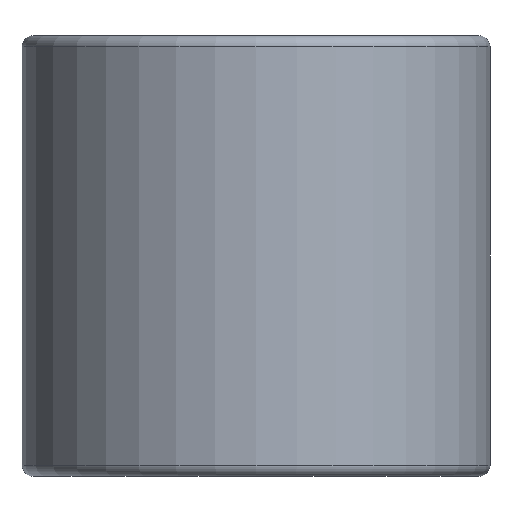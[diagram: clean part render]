
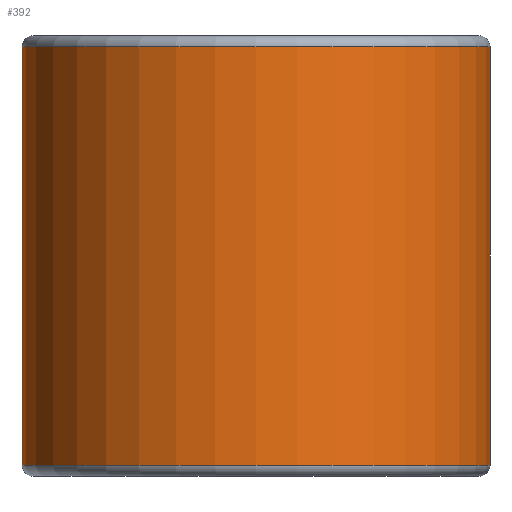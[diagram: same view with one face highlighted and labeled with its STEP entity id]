
A CAD part, front view. The second image highlights one B-rep face of the part: STEP entity #392.
In plain terms, the highlighted cylindrical face has radius 21.25 mm (diameter 42.5 mm), a partial arc.
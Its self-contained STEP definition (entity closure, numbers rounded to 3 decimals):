
#9 = CARTESIAN_POINT ( 'NONE',  ( 21.25, 0., 39. ) ) ;
#27 = ORIENTED_EDGE ( 'NONE', *, *, #104, .F. ) ;
#29 = EDGE_CURVE ( 'NONE', #293, #198, #33, .T. ) ;
#30 = AXIS2_PLACEMENT_3D ( 'NONE', #359, #54, #209 ) ;
#33 = LINE ( 'NONE', #97, #334 ) ;
#40 = CARTESIAN_POINT ( 'NONE',  ( 21.25, 0., 1. ) ) ;
#54 = DIRECTION ( 'NONE',  ( 0., 0., -1. ) ) ;
#82 = EDGE_CURVE ( 'NONE', #135, #293, #318, .T. ) ;
#94 = VERTEX_POINT ( 'NONE', #40 ) ;
#97 = CARTESIAN_POINT ( 'NONE',  ( -21.25, 0., 40. ) ) ;
#103 = CARTESIAN_POINT ( 'NONE',  ( 0., 0., 39. ) ) ;
#104 = EDGE_CURVE ( 'NONE', #135, #94, #307, .T. ) ;
#135 = VERTEX_POINT ( 'NONE', #9 ) ;
#165 = DIRECTION ( 'NONE',  ( 1., 0., 0. ) ) ;
#169 = DIRECTION ( 'NONE',  ( 0., 0., 1. ) ) ;
#170 = CARTESIAN_POINT ( 'NONE',  ( 21.25, 0., 40. ) ) ;
#187 = EDGE_CURVE ( 'NONE', #198, #94, #197, .T. ) ;
#193 = DIRECTION ( 'NONE',  ( 0., 0., -1. ) ) ;
#197 = CIRCLE ( 'NONE', #237, 21.25 ) ;
#198 = VERTEX_POINT ( 'NONE', #347 ) ;
#205 = ORIENTED_EDGE ( 'NONE', *, *, #82, .T. ) ;
#209 = DIRECTION ( 'NONE',  ( -1., 0., 0. ) ) ;
#237 = AXIS2_PLACEMENT_3D ( 'NONE', #346, #169, #287 ) ;
#245 = DIRECTION ( 'NONE',  ( 0., 0., -1. ) ) ;
#259 = ORIENTED_EDGE ( 'NONE', *, *, #29, .T. ) ;
#272 = EDGE_LOOP ( 'NONE', ( #27, #205, #259, #338 ) ) ;
#284 = FACE_OUTER_BOUND ( 'NONE', #272, .T. ) ;
#287 = DIRECTION ( 'NONE',  ( 1., 0., 0. ) ) ;
#293 = VERTEX_POINT ( 'NONE', #294 ) ;
#294 = CARTESIAN_POINT ( 'NONE',  ( -21.25, 0., 39. ) ) ;
#297 = VECTOR ( 'NONE', #193, 1000. ) ;
#307 = LINE ( 'NONE', #170, #297 ) ;
#314 = DIRECTION ( 'NONE',  ( 0., 0., -1. ) ) ;
#318 = CIRCLE ( 'NONE', #397, 21.25 ) ;
#328 = CYLINDRICAL_SURFACE ( 'NONE', #30, 21.25 ) ;
#334 = VECTOR ( 'NONE', #245, 1000. ) ;
#338 = ORIENTED_EDGE ( 'NONE', *, *, #187, .T. ) ;
#346 = CARTESIAN_POINT ( 'NONE',  ( 0., 0., 1. ) ) ;
#347 = CARTESIAN_POINT ( 'NONE',  ( -21.25, 0., 1. ) ) ;
#359 = CARTESIAN_POINT ( 'NONE',  ( 0., 0., 40. ) ) ;
#392 = ADVANCED_FACE ( 'NONE', ( #284 ), #328, .T. ) ;
#397 = AXIS2_PLACEMENT_3D ( 'NONE', #103, #314, #165 ) ;
